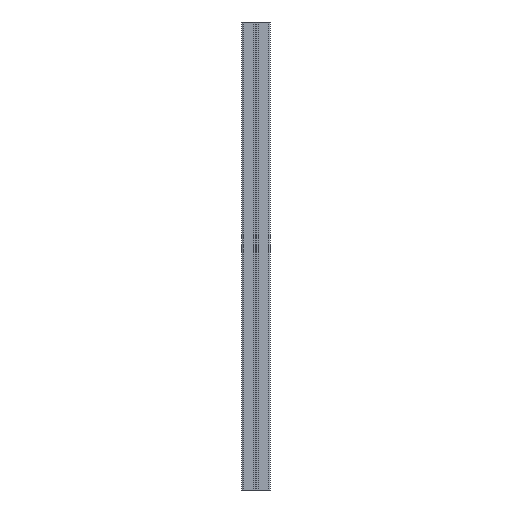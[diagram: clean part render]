
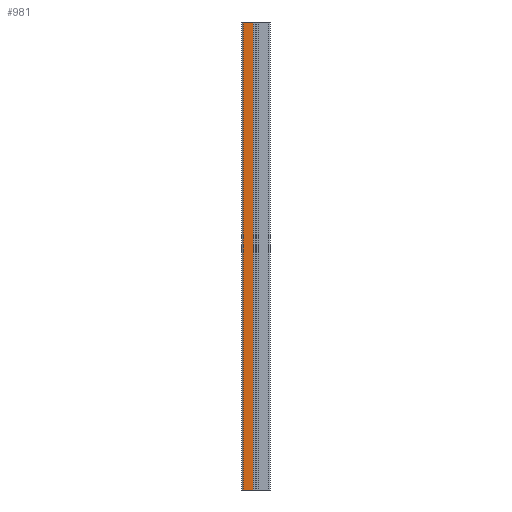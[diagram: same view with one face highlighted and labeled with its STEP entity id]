
A CAD part, left-side view. The second image highlights one B-rep face of the part: STEP entity #981.
In plain terms, the highlighted planar face has unit normal (-1, 0, 0).
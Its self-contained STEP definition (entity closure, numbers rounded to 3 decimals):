
#54 = CARTESIAN_POINT ( 'NONE',  ( -22.5, 6.1, 0. ) ) ;
#106 = PLANE ( 'NONE',  #5405 ) ;
#139 = ORIENTED_EDGE ( 'NONE', *, *, #2280, .T. ) ;
#251 = LINE ( 'NONE', #2462, #3872 ) ;
#621 = VECTOR ( 'NONE', #1829, 1000. ) ;
#627 = VECTOR ( 'NONE', #3851, 1000. ) ;
#937 = VERTEX_POINT ( 'NONE', #54 ) ;
#955 = EDGE_CURVE ( 'NONE', #1405, #937, #251, .T. ) ;
#981 = ADVANCED_FACE ( 'NONE', ( #1362 ), #106, .F. ) ;
#1026 = CARTESIAN_POINT ( 'NONE',  ( -22.5, 6.1, 1000. ) ) ;
#1036 = CARTESIAN_POINT ( 'NONE',  ( -22.5, 0., 1000. ) ) ;
#1356 = VECTOR ( 'NONE', #2406, 1000. ) ;
#1362 = FACE_OUTER_BOUND ( 'NONE', #5949, .T. ) ;
#1405 = VERTEX_POINT ( 'NONE', #2734 ) ;
#1435 = ORIENTED_EDGE ( 'NONE', *, *, #955, .T. ) ;
#1535 = DIRECTION ( 'NONE',  ( 0., 0., -1. ) ) ;
#1829 = DIRECTION ( 'NONE',  ( 0., 0., -1. ) ) ;
#1860 = EDGE_CURVE ( 'NONE', #5101, #937, #1892, .T. ) ;
#1892 = LINE ( 'NONE', #1026, #627 ) ;
#2280 = EDGE_CURVE ( 'NONE', #5188, #1405, #4385, .T. ) ;
#2324 = CARTESIAN_POINT ( 'NONE',  ( -22.5, 27.5, 1000. ) ) ;
#2406 = DIRECTION ( 'NONE',  ( 0., -1., 0. ) ) ;
#2462 = CARTESIAN_POINT ( 'NONE',  ( -22.5, 0., 0. ) ) ;
#2734 = CARTESIAN_POINT ( 'NONE',  ( -22.5, 27.5, 0. ) ) ;
#2757 = LINE ( 'NONE', #5686, #1356 ) ;
#3090 = ORIENTED_EDGE ( 'NONE', *, *, #1860, .F. ) ;
#3112 = CARTESIAN_POINT ( 'NONE',  ( -22.5, 6.1, 1000. ) ) ;
#3851 = DIRECTION ( 'NONE',  ( 0., 0., -1. ) ) ;
#3872 = VECTOR ( 'NONE', #4803, 1000. ) ;
#4266 = EDGE_CURVE ( 'NONE', #5188, #5101, #2757, .T. ) ;
#4369 = DIRECTION ( 'NONE',  ( 1., 0., 0. ) ) ;
#4385 = LINE ( 'NONE', #2324, #621 ) ;
#4803 = DIRECTION ( 'NONE',  ( 0., -1., 0. ) ) ;
#5101 = VERTEX_POINT ( 'NONE', #3112 ) ;
#5188 = VERTEX_POINT ( 'NONE', #5576 ) ;
#5330 = ORIENTED_EDGE ( 'NONE', *, *, #4266, .F. ) ;
#5405 = AXIS2_PLACEMENT_3D ( 'NONE', #1036, #4369, #1535 ) ;
#5576 = CARTESIAN_POINT ( 'NONE',  ( -22.5, 27.5, 1000. ) ) ;
#5686 = CARTESIAN_POINT ( 'NONE',  ( -22.5, 0., 1000. ) ) ;
#5949 = EDGE_LOOP ( 'NONE', ( #1435, #3090, #5330, #139 ) ) ;
